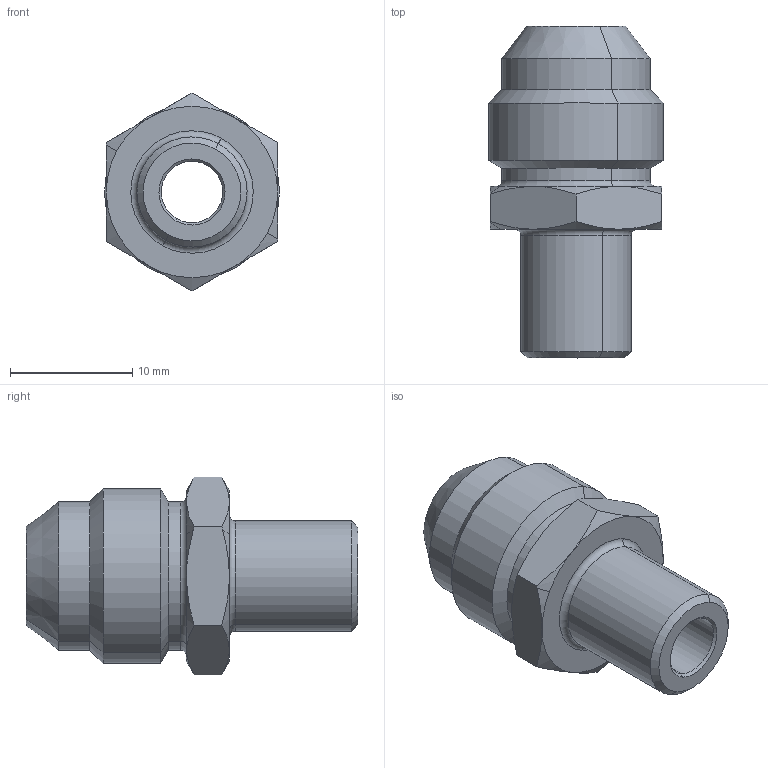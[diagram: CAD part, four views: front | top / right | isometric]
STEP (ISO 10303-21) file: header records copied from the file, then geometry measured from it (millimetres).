
FILE_DESCRIPTION(('CATIA V5 STEP Exchange'),'2;1');
FILE_NAME('PHL-001_EMBOUT_PRISE_DEPRESSION_MVAC_DASH06_M9x1.stp','2024-07-03T16:07:16+00:00',('none'),('none'),'CATIA Version 5 Release 19 GA (IN-10)','CATIA V5 STEP AP203','none');
FILE_SCHEMA(('CONFIG_CONTROL_DESIGN'));
Length unit declared in the file: millimetre
Products named in the file (1): A310_PHL-001_EMBOUT_PRISE_DEPRESSION_MVAC_DASH06_M9x1
Bounding box: 14.28 x 27.1 x 16.17 mm (x, y, z)
Volume: 1993.6 mm3; surface area: 1791.1 mm2
Topology: 1 solids, 1 shells, 54 faces, 116 edges, 66 vertices
Faces by surface type: cone 28, cylinder 12, plane 10, torus 4
Entity records: 1465 total; most frequent: CARTESIAN_POINT 424, ORIENTED_EDGE 232, DIRECTION 146, EDGE_CURVE 116, AXIS2_PLACEMENT_3D 84, VERTEX_POINT 66, EDGE_LOOP 58, ADVANCED_FACE 54
